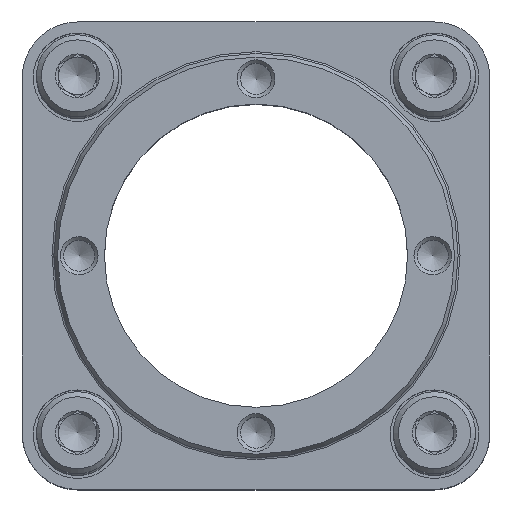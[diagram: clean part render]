
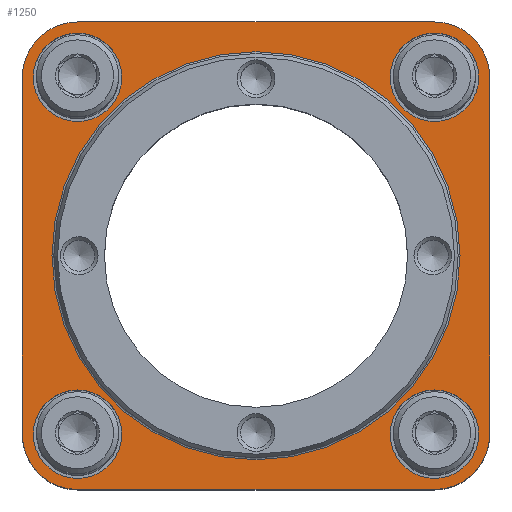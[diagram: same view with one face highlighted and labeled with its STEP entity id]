
A CAD part, top view. The second image highlights one B-rep face of the part: STEP entity #1250.
In plain terms, the highlighted face is planar.
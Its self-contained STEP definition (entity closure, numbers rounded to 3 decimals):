
#116=PLANE('',#1398);
#156=LINE('',#2019,#208);
#160=LINE('',#2031,#212);
#164=LINE('',#2043,#216);
#168=LINE('',#2054,#220);
#208=VECTOR('',#1581,1000.);
#212=VECTOR('',#1593,1000.);
#216=VECTOR('',#1605,1000.);
#220=VECTOR('',#1617,1000.);
#302=ORIENTED_EDGE('',*,*,#584,.F.);
#303=ORIENTED_EDGE('',*,*,#585,.F.);
#304=ORIENTED_EDGE('',*,*,#586,.F.);
#305=ORIENTED_EDGE('',*,*,#587,.F.);
#306=ORIENTED_EDGE('',*,*,#588,.F.);
#307=ORIENTED_EDGE('',*,*,#557,.F.);
#308=ORIENTED_EDGE('',*,*,#578,.F.);
#309=ORIENTED_EDGE('',*,*,#575,.F.);
#310=ORIENTED_EDGE('',*,*,#572,.F.);
#311=ORIENTED_EDGE('',*,*,#569,.F.);
#312=ORIENTED_EDGE('',*,*,#566,.F.);
#313=ORIENTED_EDGE('',*,*,#563,.F.);
#314=ORIENTED_EDGE('',*,*,#560,.F.);
#557=EDGE_CURVE('',#706,#707,#816,.T.);
#560=EDGE_CURVE('',#707,#709,#156,.T.);
#563=EDGE_CURVE('',#709,#711,#818,.T.);
#566=EDGE_CURVE('',#711,#713,#160,.T.);
#569=EDGE_CURVE('',#713,#715,#820,.T.);
#572=EDGE_CURVE('',#715,#717,#164,.T.);
#575=EDGE_CURVE('',#717,#719,#822,.T.);
#578=EDGE_CURVE('',#719,#706,#168,.T.);
#584=EDGE_CURVE('',#725,#725,#828,.T.);
#585=EDGE_CURVE('',#726,#726,#829,.F.);
#586=EDGE_CURVE('',#727,#727,#830,.F.);
#587=EDGE_CURVE('',#728,#728,#831,.F.);
#588=EDGE_CURVE('',#729,#729,#832,.F.);
#706=VERTEX_POINT('',#2012);
#707=VERTEX_POINT('',#2014);
#709=VERTEX_POINT('',#2020);
#711=VERTEX_POINT('',#2026);
#713=VERTEX_POINT('',#2032);
#715=VERTEX_POINT('',#2038);
#717=VERTEX_POINT('',#2044);
#719=VERTEX_POINT('',#2050);
#725=VERTEX_POINT('',#2068);
#726=VERTEX_POINT('',#2070);
#727=VERTEX_POINT('',#2072);
#728=VERTEX_POINT('',#2074);
#729=VERTEX_POINT('',#2076);
#816=CIRCLE('',#1378,8.75);
#818=CIRCLE('',#1382,8.75);
#820=CIRCLE('',#1386,8.75);
#822=CIRCLE('',#1390,8.75);
#828=CIRCLE('',#1399,32.3);
#829=CIRCLE('',#1400,7.);
#830=CIRCLE('',#1401,7.);
#831=CIRCLE('',#1402,7.);
#832=CIRCLE('',#1403,7.);
#914=EDGE_LOOP('',(#302));
#915=EDGE_LOOP('',(#303));
#916=EDGE_LOOP('',(#304));
#917=EDGE_LOOP('',(#305));
#918=EDGE_LOOP('',(#306));
#919=EDGE_LOOP('',(#307,#308,#309,#310,#311,#312,#313,#314));
#1070=FACE_BOUND('',#914,.T.);
#1071=FACE_BOUND('',#915,.T.);
#1072=FACE_BOUND('',#916,.T.);
#1073=FACE_BOUND('',#917,.T.);
#1074=FACE_BOUND('',#918,.T.);
#1075=FACE_BOUND('',#919,.T.);
#1250=ADVANCED_FACE('',(#1070,#1071,#1072,#1073,#1074,#1075),#116,.F.);
#1378=AXIS2_PLACEMENT_3D('',#2013,#1575,#1576);
#1382=AXIS2_PLACEMENT_3D('',#2025,#1587,#1588);
#1386=AXIS2_PLACEMENT_3D('',#2037,#1599,#1600);
#1390=AXIS2_PLACEMENT_3D('',#2049,#1611,#1612);
#1398=AXIS2_PLACEMENT_3D('',#2066,#1630,#1631);
#1399=AXIS2_PLACEMENT_3D('',#2067,#1632,#1633);
#1400=AXIS2_PLACEMENT_3D('',#2069,#1634,#1635);
#1401=AXIS2_PLACEMENT_3D('',#2071,#1636,#1637);
#1402=AXIS2_PLACEMENT_3D('',#2073,#1638,#1639);
#1403=AXIS2_PLACEMENT_3D('',#2075,#1640,#1641);
#1575=DIRECTION('',(0.,0.,1.));
#1576=DIRECTION('',(1.,0.,0.));
#1581=DIRECTION('',(0.,-1.,0.));
#1587=DIRECTION('',(0.,0.,1.));
#1588=DIRECTION('',(1.,0.,0.));
#1593=DIRECTION('',(1.,0.,0.));
#1599=DIRECTION('',(0.,0.,1.));
#1600=DIRECTION('',(1.,0.,0.));
#1605=DIRECTION('',(0.,1.,0.));
#1611=DIRECTION('',(0.,0.,1.));
#1612=DIRECTION('',(1.,0.,0.));
#1617=DIRECTION('',(-1.,0.,0.));
#1630=DIRECTION('',(0.,0.,1.));
#1631=DIRECTION('',(1.,0.,0.));
#1632=DIRECTION('',(0.,0.,-1.));
#1633=DIRECTION('',(-1.,0.,0.));
#1634=DIRECTION('',(0.,0.,1.));
#1635=DIRECTION('',(1.,0.,0.));
#1636=DIRECTION('',(0.,0.,1.));
#1637=DIRECTION('',(1.,0.,0.));
#1638=DIRECTION('',(0.,0.,1.));
#1639=DIRECTION('',(1.,0.,0.));
#1640=DIRECTION('',(0.,0.,1.));
#1641=DIRECTION('',(1.,0.,0.));
#2012=CARTESIAN_POINT('',(-28.25,37.,4.));
#2013=CARTESIAN_POINT('',(-28.25,28.25,4.));
#2014=CARTESIAN_POINT('',(-37.,28.25,4.));
#2019=CARTESIAN_POINT('',(-37.,28.25,4.));
#2020=CARTESIAN_POINT('',(-37.,-28.25,4.));
#2025=CARTESIAN_POINT('',(-28.25,-28.25,4.));
#2026=CARTESIAN_POINT('',(-28.25,-37.,4.));
#2031=CARTESIAN_POINT('',(-28.25,-37.,4.));
#2032=CARTESIAN_POINT('',(28.25,-37.,4.));
#2037=CARTESIAN_POINT('',(28.25,-28.25,4.));
#2038=CARTESIAN_POINT('',(37.,-28.25,4.));
#2043=CARTESIAN_POINT('',(37.,-28.25,4.));
#2044=CARTESIAN_POINT('',(37.,28.25,4.));
#2049=CARTESIAN_POINT('',(28.25,28.25,4.));
#2050=CARTESIAN_POINT('',(28.25,37.,4.));
#2054=CARTESIAN_POINT('',(28.25,37.,4.));
#2066=CARTESIAN_POINT('',(0.,52.,4.));
#2067=CARTESIAN_POINT('',(0.,0.,4.));
#2068=CARTESIAN_POINT('',(-32.3,0.,4.));
#2069=CARTESIAN_POINT('',(-28.25,28.25,4.));
#2070=CARTESIAN_POINT('',(-21.25,28.25,4.));
#2071=CARTESIAN_POINT('',(28.25,-28.25,4.));
#2072=CARTESIAN_POINT('',(35.25,-28.25,4.));
#2073=CARTESIAN_POINT('',(-28.25,-28.25,4.));
#2074=CARTESIAN_POINT('',(-21.25,-28.25,4.));
#2075=CARTESIAN_POINT('',(28.25,28.25,4.));
#2076=CARTESIAN_POINT('',(35.25,28.25,4.));
